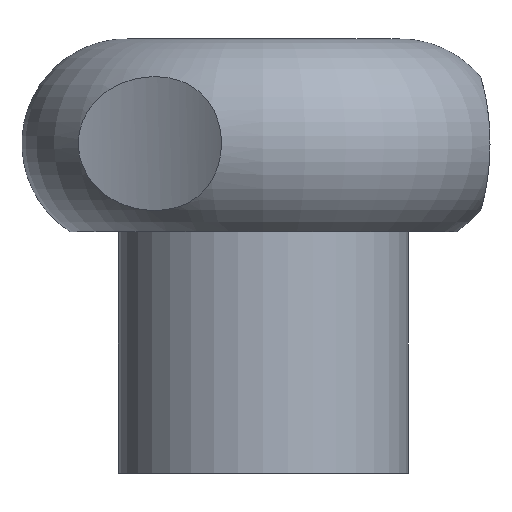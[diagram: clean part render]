
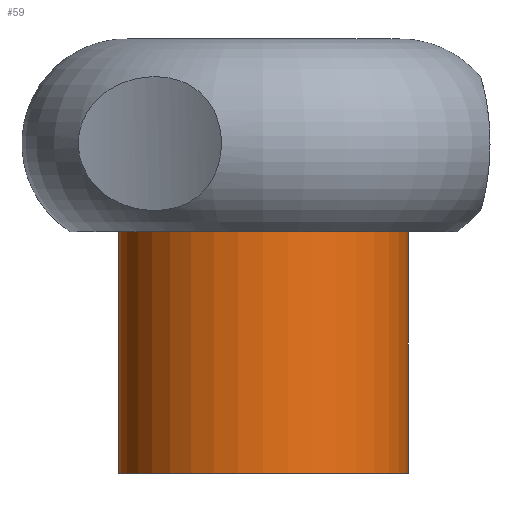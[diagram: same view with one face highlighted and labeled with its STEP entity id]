
A CAD part, left-side view. The second image highlights one B-rep face of the part: STEP entity #59.
In plain terms, the highlighted cylindrical face has radius 6 mm (diameter 12 mm), a full revolution.
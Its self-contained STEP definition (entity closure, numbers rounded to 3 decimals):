
#59 = ADVANCED_FACE( '', ( #124, #125 ), #126, .T. );
#124 = FACE_OUTER_BOUND( '', #183, .T. );
#125 = FACE_OUTER_BOUND( '', #184, .T. );
#126 = CYLINDRICAL_SURFACE( '', #185, 6. );
#183 = EDGE_LOOP( '', ( #258 ) );
#184 = EDGE_LOOP( '', ( #259 ) );
#185 = AXIS2_PLACEMENT_3D( '', #260, #261, #262 );
#258 = ORIENTED_EDGE( '', *, *, #286, .F. );
#259 = ORIENTED_EDGE( '', *, *, #288, .T. );
#260 = CARTESIAN_POINT( '', ( 0., 0., 57.15 ) );
#261 = DIRECTION( '', ( 0., 0., -1. ) );
#262 = DIRECTION( '', ( 1., 0., 0. ) );
#286 = EDGE_CURVE( '', #322, #322, #323, .T. );
#288 = EDGE_CURVE( '', #325, #325, #326, .T. );
#322 = VERTEX_POINT( '', #536 );
#323 = CIRCLE( '', #537, 6. );
#325 = VERTEX_POINT( '', #539 );
#326 = CIRCLE( '', #540, 6. );
#536 = CARTESIAN_POINT( '', ( 6., 0., 10. ) );
#537 = AXIS2_PLACEMENT_3D( '', #569, #570, #571 );
#539 = CARTESIAN_POINT( '', ( 6., 0., 0. ) );
#540 = AXIS2_PLACEMENT_3D( '', #572, #573, #574 );
#569 = CARTESIAN_POINT( '', ( 0., 0., 10. ) );
#570 = DIRECTION( '', ( 0., 0., 1. ) );
#571 = DIRECTION( '', ( 1., 0., 0. ) );
#572 = CARTESIAN_POINT( '', ( 0., 0., 0. ) );
#573 = DIRECTION( '', ( 0., 0., 1. ) );
#574 = DIRECTION( '', ( 1., 0., 0. ) );
